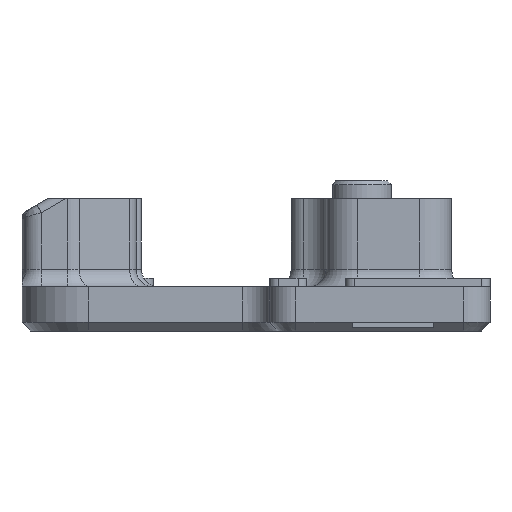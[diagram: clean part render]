
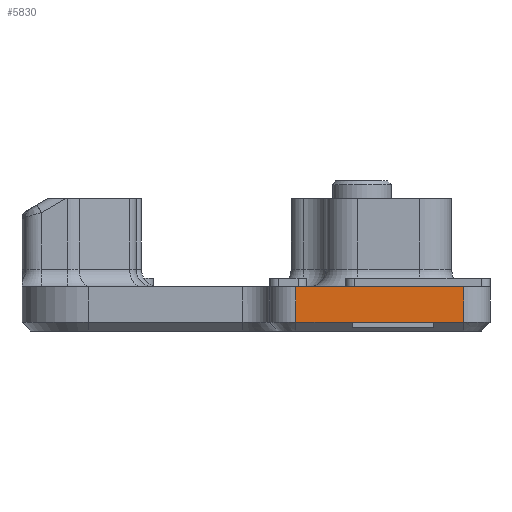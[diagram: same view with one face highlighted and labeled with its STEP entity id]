
A CAD part, left-side view. The second image highlights one B-rep face of the part: STEP entity #5830.
In plain terms, the highlighted planar face has unit normal (-1, 0, 0).
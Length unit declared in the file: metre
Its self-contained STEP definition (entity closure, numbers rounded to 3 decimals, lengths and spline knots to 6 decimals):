
#1149=ORIENTED_EDGE('',*,*,#2780,.T.);
#1150=ORIENTED_EDGE('',*,*,#2751,.T.);
#1151=ORIENTED_EDGE('',*,*,#2781,.T.);
#1152=ORIENTED_EDGE('',*,*,#2782,.T.);
#1153=ORIENTED_EDGE('',*,*,#2765,.T.);
#1154=ORIENTED_EDGE('',*,*,#2783,.T.);
#2751=EDGE_CURVE('',#3561,#3564,#4074,.T.);
#2765=EDGE_CURVE('',#3576,#3575,#4083,.T.);
#2780=EDGE_CURVE('',#3587,#3561,#4092,.T.);
#2781=EDGE_CURVE('',#3564,#3588,#4093,.T.);
#2782=EDGE_CURVE('',#3588,#3576,#4094,.T.);
#2783=EDGE_CURVE('',#3575,#3587,#4095,.T.);
#3561=VERTEX_POINT('',#9148);
#3564=VERTEX_POINT('',#9153);
#3575=VERTEX_POINT('',#9182);
#3576=VERTEX_POINT('',#9184);
#3587=VERTEX_POINT('',#9214);
#3588=VERTEX_POINT('',#9216);
#4074=LINE('',#9154,#4547);
#4083=LINE('',#9183,#4556);
#4092=LINE('',#9213,#4565);
#4093=LINE('',#9215,#4566);
#4094=LINE('',#9217,#4567);
#4095=LINE('',#9218,#4568);
#4547=VECTOR('',#7331,1.);
#4556=VECTOR('',#7358,1.);
#4565=VECTOR('',#7387,1.);
#4566=VECTOR('',#7388,1.);
#4567=VECTOR('',#7389,1.);
#4568=VECTOR('',#7390,1.);
#4900=EDGE_LOOP('',(#1149,#1150,#1151,#1152,#1153,#1154));
#5294=FACE_BOUND('',#4900,.T.);
#5640=PLANE('',#6311);
#5830=ADVANCED_FACE('',(#5294),#5640,.F.);
#6311=AXIS2_PLACEMENT_3D('',#9212,#7385,#7386);
#7331=DIRECTION('',(0.,-1.,0.));
#7358=DIRECTION('',(0.,1.,0.));
#7385=DIRECTION('',(1.,0.,0.));
#7386=DIRECTION('',(0.,1.,0.));
#7387=DIRECTION('',(0.,-1.,0.));
#7388=DIRECTION('',(0.,-1.,0.));
#7389=DIRECTION('',(0.,0.,1.));
#7390=DIRECTION('',(0.,0.,-1.));
#9148=CARTESIAN_POINT('',(-0.078,0.3317,0.064));
#9153=CARTESIAN_POINT('',(-0.078,0.3225,0.064));
#9154=CARTESIAN_POINT('',(-0.078,0.32974,0.064));
#9182=CARTESIAN_POINT('',(-0.078,0.3381,0.068));
#9183=CARTESIAN_POINT('',(-0.078,0.31335,0.068));
#9184=CARTESIAN_POINT('',(-0.078,0.3191,0.068));
#9212=CARTESIAN_POINT('',(-0.078,0.31335,0.0614));
#9213=CARTESIAN_POINT('',(-0.078,0.32974,0.064));
#9214=CARTESIAN_POINT('',(-0.078,0.3381,0.064));
#9215=CARTESIAN_POINT('',(-0.078,0.321545,0.064));
#9216=CARTESIAN_POINT('',(-0.078,0.3191,0.064));
#9217=CARTESIAN_POINT('',(-0.078,0.3191,0.0647));
#9218=CARTESIAN_POINT('',(-0.078,0.3381,0.0614));
